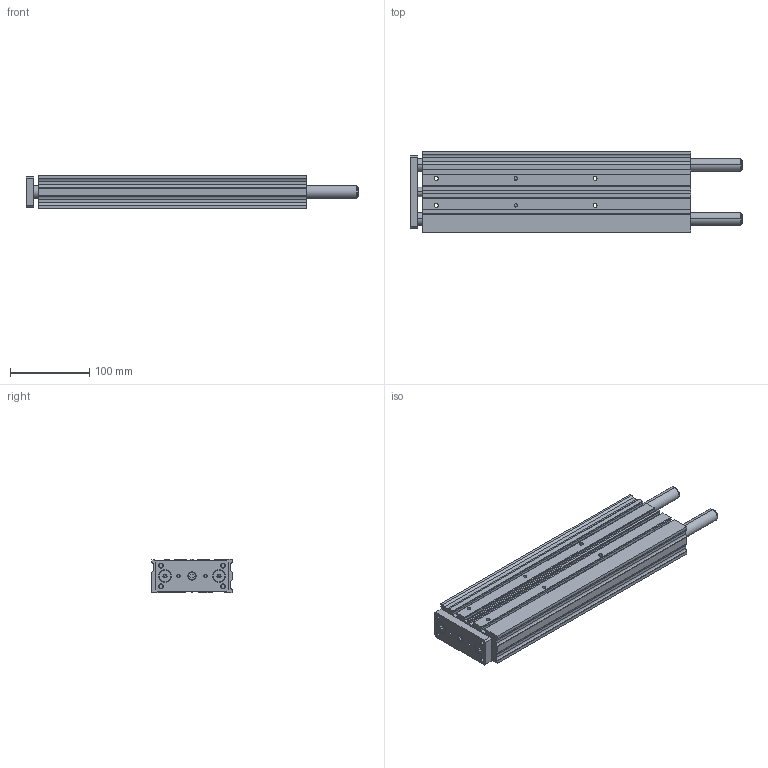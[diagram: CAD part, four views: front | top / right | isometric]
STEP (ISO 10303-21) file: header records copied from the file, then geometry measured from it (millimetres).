
FILE_DESCRIPTION (( 'STEP AP203' ), '1' );
FILE_NAME ('W143025A300N.step', '2025-05-29T12:51:33', ( '' ), ( '' ), 'SwSTEP 2.0', 'SolidWorks 2024', '' );
FILE_SCHEMA (( 'CONFIG_CONTROL_DESIGN' ));
Length unit declared in the file: inch
Products named in the file (3): W143025A300N_BODY; W143025A300N; W143025A300N_ROD
Assembly tree (2 placements, depth 2):
  W143025A300N
    W143025A300N_BODY
    W143025A300N_ROD
Bounding box: 418 x 101 x 42 mm (x, y, z)
Volume: 1219419.2 mm3; surface area: 273520.5 mm2
Topology: 6 solids, 6 shells, 390 faces, 954 edges, 612 vertices
Faces by surface type: plane 191, cylinder 157, cone 32, torus 10
Entity records: 11843 total; most frequent: DIRECTION 2114, CARTESIAN_POINT 1957, ORIENTED_EDGE 1900, EDGE_CURVE 950, AXIS2_PLACEMENT_3D 769, VERTEX_POINT 612, LINE 576, VECTOR 576
